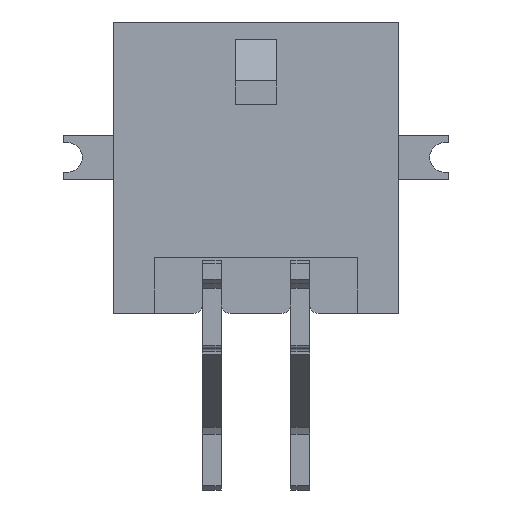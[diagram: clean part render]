
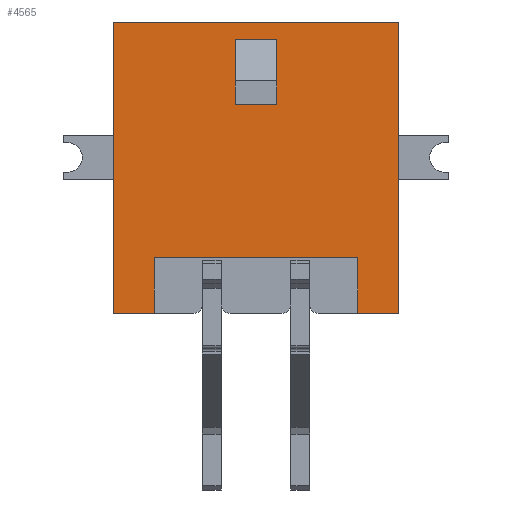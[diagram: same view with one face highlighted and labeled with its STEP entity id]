
A CAD part, left-side view. The second image highlights one B-rep face of the part: STEP entity #4565.
In plain terms, the highlighted planar face has unit normal (-1, 0, 0).
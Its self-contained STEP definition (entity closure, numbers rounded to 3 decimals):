
#536=ORIENTED_EDGE('',*,*,#1763,.T.);
#537=ORIENTED_EDGE('',*,*,#1764,.T.);
#538=ORIENTED_EDGE('',*,*,#1765,.F.);
#539=ORIENTED_EDGE('',*,*,#1766,.F.);
#540=ORIENTED_EDGE('',*,*,#1767,.F.);
#541=ORIENTED_EDGE('',*,*,#1731,.F.);
#542=ORIENTED_EDGE('',*,*,#1755,.T.);
#543=ORIENTED_EDGE('',*,*,#1549,.T.);
#544=ORIENTED_EDGE('',*,*,#1757,.F.);
#545=ORIENTED_EDGE('',*,*,#1739,.F.);
#546=ORIENTED_EDGE('',*,*,#1768,.F.);
#547=ORIENTED_EDGE('',*,*,#1769,.F.);
#1549=EDGE_CURVE('',#2204,#2203,#2658,.T.);
#1731=EDGE_CURVE('',#2340,#2336,#2824,.T.);
#1739=EDGE_CURVE('',#2346,#2347,#2832,.T.);
#1755=EDGE_CURVE('',#2340,#2204,#2848,.T.);
#1757=EDGE_CURVE('',#2347,#2203,#2850,.T.);
#1763=EDGE_CURVE('',#2357,#2358,#2856,.T.);
#1764=EDGE_CURVE('',#2358,#2359,#2857,.T.);
#1765=EDGE_CURVE('',#2360,#2359,#2858,.T.);
#1766=EDGE_CURVE('',#2357,#2360,#2859,.T.);
#1767=EDGE_CURVE('',#2336,#2361,#2860,.T.);
#1768=EDGE_CURVE('',#2362,#2346,#2861,.T.);
#1769=EDGE_CURVE('',#2361,#2362,#2862,.T.);
#2203=VERTEX_POINT('',#6455);
#2204=VERTEX_POINT('',#6457);
#2336=VERTEX_POINT('',#6801);
#2340=VERTEX_POINT('',#6810);
#2346=VERTEX_POINT('',#6826);
#2347=VERTEX_POINT('',#6828);
#2357=VERTEX_POINT('',#6868);
#2358=VERTEX_POINT('',#6869);
#2359=VERTEX_POINT('',#6871);
#2360=VERTEX_POINT('',#6873);
#2361=VERTEX_POINT('',#6876);
#2362=VERTEX_POINT('',#6878);
#2658=LINE('',#6456,#3289);
#2824=LINE('',#6811,#3455);
#2832=LINE('',#6827,#3463);
#2848=LINE('',#6854,#3479);
#2850=LINE('',#6857,#3481);
#2856=LINE('',#6867,#3487);
#2857=LINE('',#6870,#3488);
#2858=LINE('',#6872,#3489);
#2859=LINE('',#6874,#3490);
#2860=LINE('',#6875,#3491);
#2861=LINE('',#6877,#3492);
#2862=LINE('',#6879,#3493);
#3289=VECTOR('',#5194,1000.);
#3455=VECTOR('',#5464,1000.);
#3463=VECTOR('',#5476,1000.);
#3479=VECTOR('',#5496,1000.);
#3481=VECTOR('',#5500,1000.);
#3487=VECTOR('',#5512,1000.);
#3488=VECTOR('',#5513,1000.);
#3489=VECTOR('',#5514,1000.);
#3490=VECTOR('',#5515,1000.);
#3491=VECTOR('',#5516,1000.);
#3492=VECTOR('',#5517,1000.);
#3493=VECTOR('',#5518,1000.);
#3875=EDGE_LOOP('',(#536,#537,#538,#539));
#3876=EDGE_LOOP('',(#540,#541,#542,#543,#544,#545,#546,#547));
#4118=FACE_BOUND('',#3875,.T.);
#4119=FACE_BOUND('',#3876,.T.);
#4345=PLANE('',#4860);
#4565=ADVANCED_FACE('',(#4118,#4119),#4345,.T.);
#4860=AXIS2_PLACEMENT_3D('',#6866,#5510,#5511);
#5194=DIRECTION('',(0.,1.,0.));
#5464=DIRECTION('',(0.,1.,0.));
#5476=DIRECTION('',(0.,1.,0.));
#5496=DIRECTION('',(0.,0.,1.));
#5500=DIRECTION('',(0.,0.,1.));
#5510=DIRECTION('',(-1.,0.,0.));
#5511=DIRECTION('',(0.,0.,1.));
#5512=DIRECTION('',(0.,0.,1.));
#5513=DIRECTION('',(0.,-1.,0.));
#5514=DIRECTION('',(0.,0.,1.));
#5515=DIRECTION('',(0.,-1.,0.));
#5516=DIRECTION('',(0.,0.,1.));
#5517=DIRECTION('',(0.,0.,-1.));
#5518=DIRECTION('',(0.,1.,0.));
#6455=CARTESIAN_POINT('',(-3.43,4.85,4.95));
#6456=CARTESIAN_POINT('',(-3.43,-4.85,4.95));
#6457=CARTESIAN_POINT('',(-3.43,-4.85,4.95));
#6801=CARTESIAN_POINT('',(-3.43,-3.45,-4.95));
#6810=CARTESIAN_POINT('',(-3.43,-4.85,-4.95));
#6811=CARTESIAN_POINT('',(-3.43,-4.85,-4.95));
#6826=CARTESIAN_POINT('',(-3.43,3.45,-4.95));
#6827=CARTESIAN_POINT('',(-3.43,-4.85,-4.95));
#6828=CARTESIAN_POINT('',(-3.43,4.85,-4.95));
#6854=CARTESIAN_POINT('',(-3.43,-4.85,-4.95));
#6857=CARTESIAN_POINT('',(-3.43,4.85,-4.95));
#6866=CARTESIAN_POINT('',(-3.43,-4.85,-4.95));
#6867=CARTESIAN_POINT('',(-3.43,0.7,2.15));
#6868=CARTESIAN_POINT('',(-3.43,0.7,2.15));
#6869=CARTESIAN_POINT('',(-3.43,0.7,4.35));
#6870=CARTESIAN_POINT('',(-3.43,0.7,4.35));
#6871=CARTESIAN_POINT('',(-3.43,-0.7,4.35));
#6872=CARTESIAN_POINT('',(-3.43,-0.7,2.15));
#6873=CARTESIAN_POINT('',(-3.43,-0.7,2.15));
#6874=CARTESIAN_POINT('',(-3.43,0.7,2.15));
#6875=CARTESIAN_POINT('',(-3.43,-3.45,-4.95));
#6876=CARTESIAN_POINT('',(-3.43,-3.45,-3.05));
#6877=CARTESIAN_POINT('',(-3.43,3.45,-3.05));
#6878=CARTESIAN_POINT('',(-3.43,3.45,-3.05));
#6879=CARTESIAN_POINT('',(-3.43,-3.45,-3.05));
